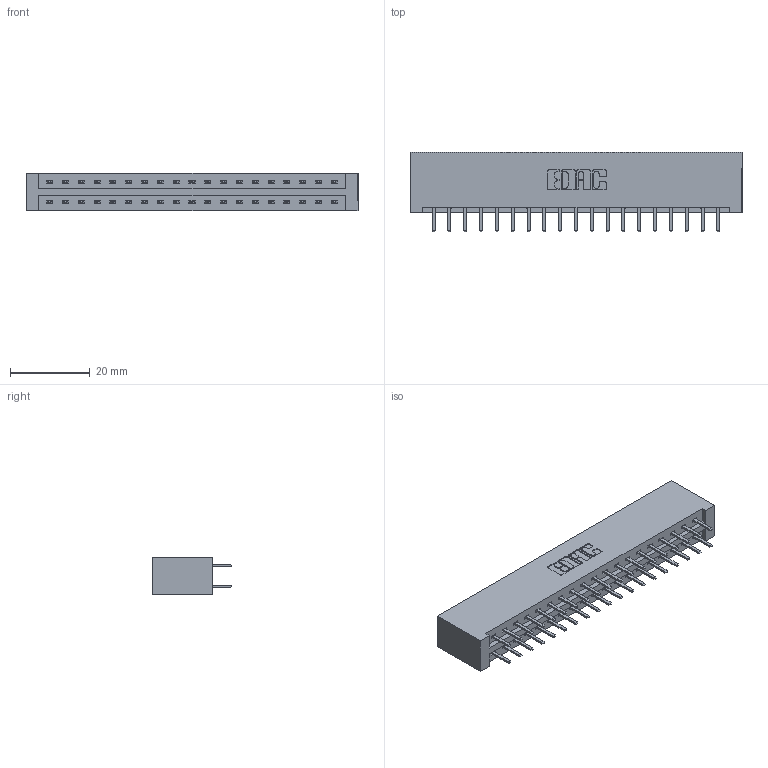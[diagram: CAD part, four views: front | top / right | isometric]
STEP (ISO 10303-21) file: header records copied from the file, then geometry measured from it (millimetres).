
FILE_DESCRIPTION (( 'STEP AP203' ), '1' );
FILE_NAME ('387-038-520-201.STEP', '2018-09-19T03:35:49', ( '' ), ( '' ), 'SwSTEP 2.0', 'SolidWorks 2016', '' );
FILE_SCHEMA (( 'CONFIG_CONTROL_DESIGN' ));
Length unit declared in the file: inch
Products named in the file (3): 337 Part_No Mounting Lugs; 345-292-001_345-293-120; 387-038-520-201
Assembly tree (39 placements, depth 2):
  387-038-520-201
    337 Part_No Mounting Lugs
    345-292-001_345-293-120  x38
Bounding box: 83.16 x 20.02 x 9.4 mm (x, y, z)
Volume: 9201.9 mm3; surface area: 10187.8 mm2
Topology: 39 solids, 39 shells, 2310 faces, 6709 edges, 4370 vertices
Faces by surface type: plane 1586, cylinder 724
Entity records: 17543 total; most frequent: CARTESIAN_POINT 2986, ORIENTED_EDGE 2910, DIRECTION 2563, EDGE_CURVE 1455, LINE 1331, VECTOR 1331, VERTEX_POINT 966, AXIS2_PLACEMENT_3D 616
